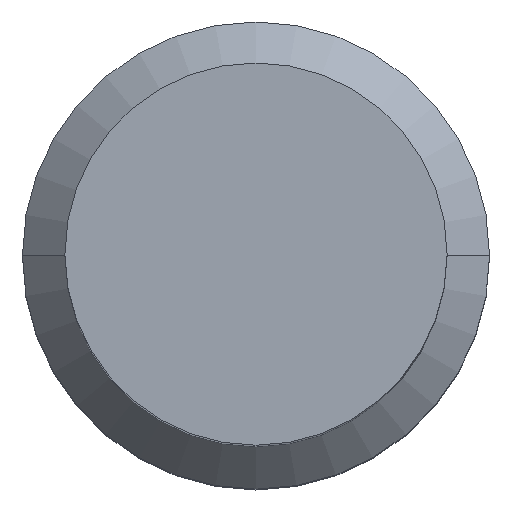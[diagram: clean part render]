
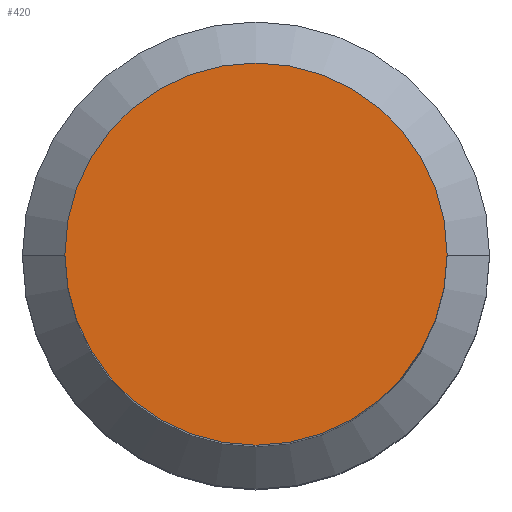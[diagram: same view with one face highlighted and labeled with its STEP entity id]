
A CAD part, top view. The second image highlights one B-rep face of the part: STEP entity #420.
In plain terms, the highlighted planar face has unit normal (0, 0, 1).
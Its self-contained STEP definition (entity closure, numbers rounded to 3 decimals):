
#25 = AXIS2_PLACEMENT_3D ( 'NONE', #538, #211, #103 ) ;
#36 = CARTESIAN_POINT ( 'NONE',  ( 4.5, 0., 50.8 ) ) ;
#67 = DIRECTION ( 'NONE',  ( -1., 0., 0. ) ) ;
#71 = EDGE_CURVE ( 'NONE', #643, #231, #200, .T. ) ;
#75 = DIRECTION ( 'NONE',  ( -1., 0., 0. ) ) ;
#103 = DIRECTION ( 'NONE',  ( -1., 0., 0. ) ) ;
#134 = CARTESIAN_POINT ( 'NONE',  ( -4.5, 0., 50.8 ) ) ;
#200 = CIRCLE ( 'NONE', #460, 4.5 ) ;
#211 = DIRECTION ( 'NONE',  ( 0., 0., -1. ) ) ;
#231 = VERTEX_POINT ( 'NONE', #36 ) ;
#337 = PLANE ( 'NONE',  #370 ) ;
#370 = AXIS2_PLACEMENT_3D ( 'NONE', #642, #383, #75 ) ;
#383 = DIRECTION ( 'NONE',  ( 0., 0., -1. ) ) ;
#393 = ORIENTED_EDGE ( 'NONE', *, *, #71, .F. ) ;
#416 = CIRCLE ( 'NONE', #25, 4.5 ) ;
#420 = ADVANCED_FACE ( 'NONE', ( #582 ), #337, .F. ) ;
#460 = AXIS2_PLACEMENT_3D ( 'NONE', #621, #619, #67 ) ;
#479 = ORIENTED_EDGE ( 'NONE', *, *, #501, .F. ) ;
#501 = EDGE_CURVE ( 'NONE', #231, #643, #416, .T. ) ;
#538 = CARTESIAN_POINT ( 'NONE',  ( 0., 0., 50.8 ) ) ;
#568 = EDGE_LOOP ( 'NONE', ( #479, #393 ) ) ;
#582 = FACE_OUTER_BOUND ( 'NONE', #568, .T. ) ;
#619 = DIRECTION ( 'NONE',  ( 0., 0., -1. ) ) ;
#621 = CARTESIAN_POINT ( 'NONE',  ( 0., 0., 50.8 ) ) ;
#642 = CARTESIAN_POINT ( 'NONE',  ( 0., 0., 50.8 ) ) ;
#643 = VERTEX_POINT ( 'NONE', #134 ) ;
